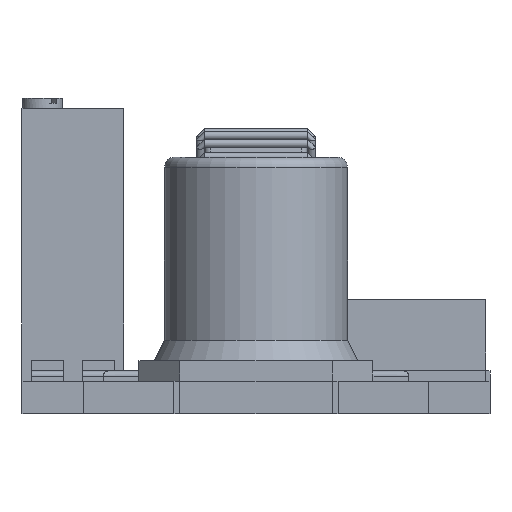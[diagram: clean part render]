
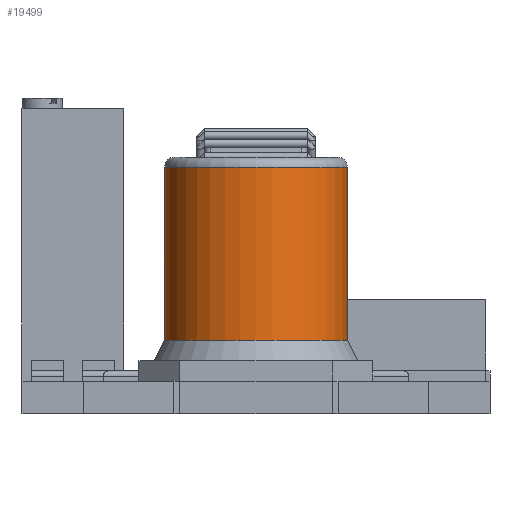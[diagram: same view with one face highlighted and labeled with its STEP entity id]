
A CAD part, front view. The second image highlights one B-rep face of the part: STEP entity #19499.
In plain terms, the highlighted cylindrical face has radius 4.5 mm (diameter 9 mm), a full revolution.
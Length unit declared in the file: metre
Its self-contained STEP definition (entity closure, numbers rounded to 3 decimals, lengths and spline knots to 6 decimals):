
#460=CYLINDRICAL_SURFACE('',#21364,0.0045);
#683=CIRCLE('',#21365,0.0045);
#684=CIRCLE('',#21366,0.0045);
#4743=ORIENTED_EDGE('',*,*,#7656,.T.);
#4744=ORIENTED_EDGE('',*,*,#7657,.F.);
#7656=EDGE_CURVE('',#9428,#9428,#683,.F.);
#7657=EDGE_CURVE('',#9429,#9429,#684,.T.);
#9428=VERTEX_POINT('',#31490);
#9429=VERTEX_POINT('',#31492);
#14628=EDGE_LOOP('',(#4743));
#14629=EDGE_LOOP('',(#4744));
#16006=FACE_BOUND('',#14628,.T.);
#16007=FACE_BOUND('',#14629,.T.);
#19499=ADVANCED_FACE('',(#16006,#16007),#460,.T.);
#21364=AXIS2_PLACEMENT_3D('',#31488,#25813,#25814);
#21365=AXIS2_PLACEMENT_3D('',#31489,#25815,#25816);
#21366=AXIS2_PLACEMENT_3D('',#31491,#25817,#25818);
#25813=DIRECTION('',(0.,0.,-1.));
#25814=DIRECTION('',(-1.,0.,0.));
#25815=DIRECTION('',(0.,0.,1.));
#25816=DIRECTION('',(1.,0.,0.));
#25817=DIRECTION('',(0.,0.,-1.));
#25818=DIRECTION('',(-1.,0.,0.));
#31488=CARTESIAN_POINT('',(0.,-0.022,0.0126));
#31489=CARTESIAN_POINT('',(0.,-0.022,0.0121));
#31490=CARTESIAN_POINT('',(0.0045,-0.022,0.0121));
#31491=CARTESIAN_POINT('',(0.,-0.022,0.0036));
#31492=CARTESIAN_POINT('',(-0.0045,-0.022,0.0036));
